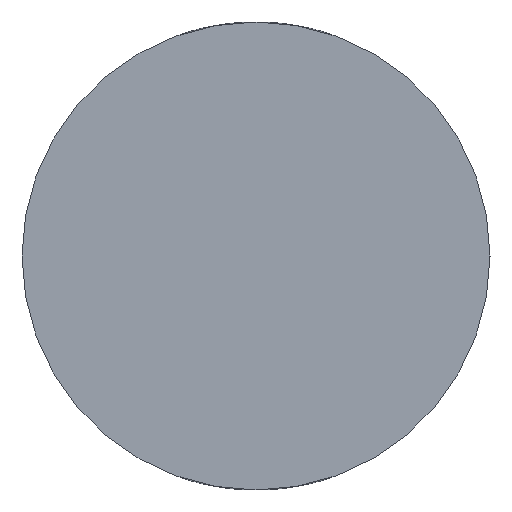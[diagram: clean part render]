
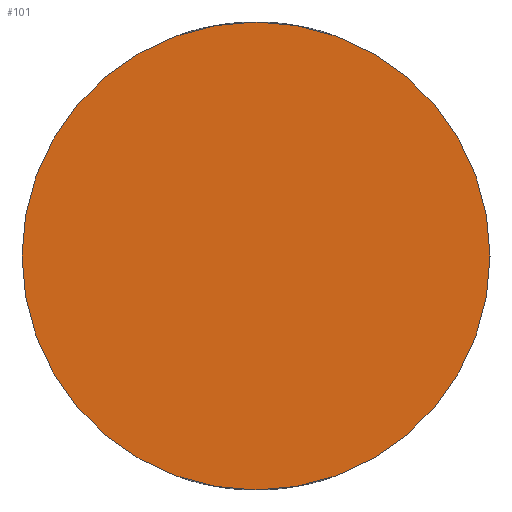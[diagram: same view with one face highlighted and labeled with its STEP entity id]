
A CAD part, left-side view. The second image highlights one B-rep face of the part: STEP entity #101.
In plain terms, the highlighted planar face has unit normal (-1, 0, 0).
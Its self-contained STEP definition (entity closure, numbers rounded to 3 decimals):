
#18=CIRCLE('',#129,7.5);
#19=CIRCLE('',#130,7.5);
#22=PLANE('',#132);
#28=FACE_OUTER_BOUND('',#34,.T.);
#34=EDGE_LOOP('',(#91,#92));
#52=VERTEX_POINT('',#251);
#53=VERTEX_POINT('',#253);
#65=EDGE_CURVE('',#52,#53,#18,.T.);
#66=EDGE_CURVE('',#53,#52,#19,.T.);
#91=ORIENTED_EDGE('',*,*,#66,.F.);
#92=ORIENTED_EDGE('',*,*,#65,.F.);
#101=ADVANCED_FACE('',(#28),#22,.F.);
#129=AXIS2_PLACEMENT_3D('',#254,#153,#154);
#130=AXIS2_PLACEMENT_3D('',#255,#155,#156);
#132=AXIS2_PLACEMENT_3D('',#257,#159,#160);
#153=DIRECTION('center_axis',(1.,0.,0.));
#154=DIRECTION('ref_axis',(0.,1.,0.));
#155=DIRECTION('center_axis',(1.,0.,0.));
#156=DIRECTION('ref_axis',(0.,1.,0.));
#159=DIRECTION('center_axis',(1.,0.,0.));
#160=DIRECTION('ref_axis',(0.,0.,-1.));
#251=CARTESIAN_POINT('',(0.,-7.5,0.));
#253=CARTESIAN_POINT('',(0.,7.5,0.));
#254=CARTESIAN_POINT('Origin',(0.,0.,0.));
#255=CARTESIAN_POINT('Origin',(0.,0.,0.));
#257=CARTESIAN_POINT('Origin',(0.,0.,0.));
